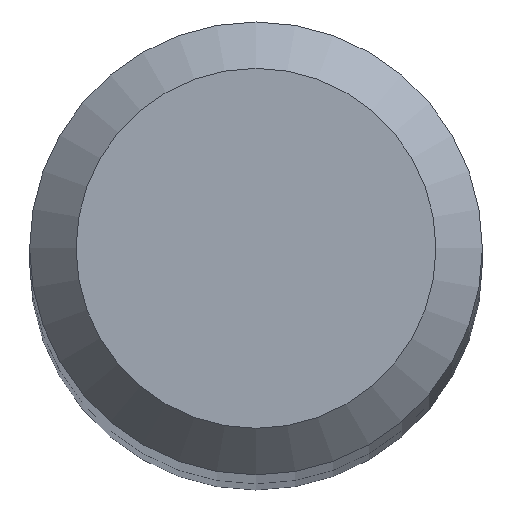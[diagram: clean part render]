
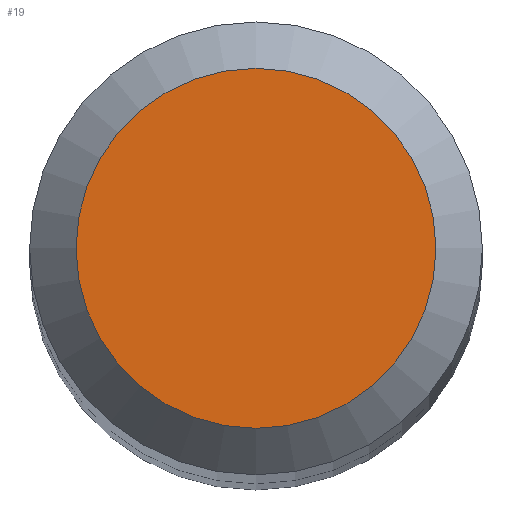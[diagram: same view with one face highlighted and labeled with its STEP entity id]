
A CAD part, top view. The second image highlights one B-rep face of the part: STEP entity #19.
In plain terms, the highlighted planar face has unit normal (0, 0, 1).
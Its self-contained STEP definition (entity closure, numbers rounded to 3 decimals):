
#9 = FACE_OUTER_BOUND ( 'NONE', #82, .T. ) ;
#19 = ADVANCED_FACE ( 'NONE', ( #9 ), #103, .F. ) ;
#28 = CARTESIAN_POINT ( 'NONE',  ( 0., 0., 38. ) ) ;
#64 = ORIENTED_EDGE ( 'NONE', *, *, #172, .F. ) ;
#70 = VERTEX_POINT ( 'NONE', #167 ) ;
#82 = EDGE_LOOP ( 'NONE', ( #64 ) ) ;
#85 = DIRECTION ( 'NONE',  ( 0., 1., 0. ) ) ;
#86 = DIRECTION ( 'NONE',  ( 0., 0., -1. ) ) ;
#93 = AXIS2_PLACEMENT_3D ( 'NONE', #101, #86, #85 ) ;
#97 = CIRCLE ( 'NONE', #93, 0.775 ) ;
#101 = CARTESIAN_POINT ( 'NONE',  ( 0., 0., 38. ) ) ;
#103 = PLANE ( 'NONE',  #194 ) ;
#122 = DIRECTION ( 'NONE',  ( 0., 0., -1. ) ) ;
#139 = DIRECTION ( 'NONE',  ( 0., 1., 0. ) ) ;
#167 = CARTESIAN_POINT ( 'NONE',  ( 0., 0.775, 38. ) ) ;
#172 = EDGE_CURVE ( 'NONE', #70, #70, #97, .T. ) ;
#194 = AXIS2_PLACEMENT_3D ( 'NONE', #28, #122, #139 ) ;
